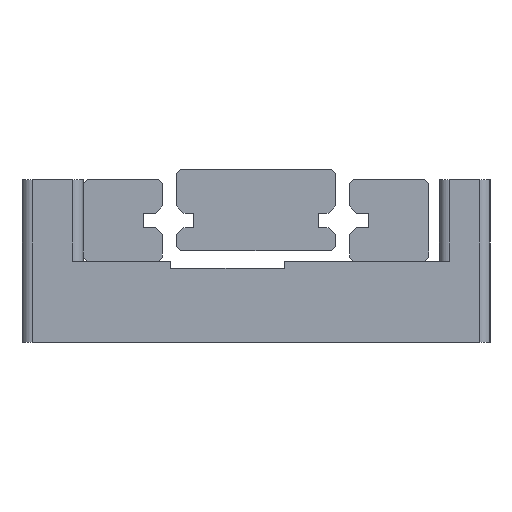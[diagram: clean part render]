
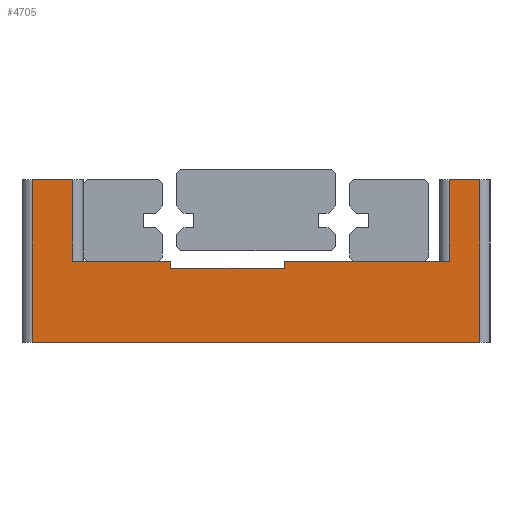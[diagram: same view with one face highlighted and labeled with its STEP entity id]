
A CAD part, front view. The second image highlights one B-rep face of the part: STEP entity #4705.
In plain terms, the highlighted planar face has unit normal (0, -1, 0).
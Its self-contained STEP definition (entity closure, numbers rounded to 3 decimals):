
#124 = ORIENTED_EDGE ( 'NONE', *, *, #4879, .T. ) ;
#134 = VECTOR ( 'NONE', #1503, 1000. ) ;
#221 = VECTOR ( 'NONE', #1040, 1000. ) ;
#392 = AXIS2_PLACEMENT_3D ( 'NONE', #800, #5883, #2514 ) ;
#666 = CARTESIAN_POINT ( 'NONE',  ( 0., 0., 4. ) ) ;
#706 = DIRECTION ( 'NONE',  ( 1., 0., 0. ) ) ;
#728 = CARTESIAN_POINT ( 'NONE',  ( 19.5, 0., 8. ) ) ;
#800 = CARTESIAN_POINT ( 'NONE',  ( 0., 0., 4. ) ) ;
#927 = DIRECTION ( 'NONE',  ( -1., 0., 0. ) ) ;
#928 = CARTESIAN_POINT ( 'NONE',  ( -2.5, 0., 0. ) ) ;
#972 = ORIENTED_EDGE ( 'NONE', *, *, #5965, .F. ) ;
#1040 = DIRECTION ( 'NONE',  ( 0., 0., 1. ) ) ;
#1084 = VECTOR ( 'NONE', #3942, 1000. ) ;
#1229 = ORIENTED_EDGE ( 'NONE', *, *, #2849, .T. ) ;
#1254 = LINE ( 'NONE', #2838, #7091 ) ;
#1306 = CARTESIAN_POINT ( 'NONE',  ( 9.9, 0., 3.65 ) ) ;
#1311 = ORIENTED_EDGE ( 'NONE', *, *, #2707, .T. ) ;
#1501 = VERTEX_POINT ( 'NONE', #2184 ) ;
#1503 = DIRECTION ( 'NONE',  ( 0., 0., -1. ) ) ;
#1511 = VERTEX_POINT ( 'NONE', #4610 ) ;
#1601 = EDGE_LOOP ( 'NONE', ( #5477, #6239, #1311, #1229, #972, #3371, #5281, #5707, #2301, #6151, #5364, #124 ) ) ;
#1620 = EDGE_CURVE ( 'NONE', #4425, #4866, #5196, .T. ) ;
#1764 = VECTOR ( 'NONE', #706, 1000. ) ;
#1863 = DIRECTION ( 'NONE',  ( 0., 0., 1. ) ) ;
#1934 = CARTESIAN_POINT ( 'NONE',  ( -2.5, 0., 0. ) ) ;
#2095 = VERTEX_POINT ( 'NONE', #728 ) ;
#2184 = CARTESIAN_POINT ( 'NONE',  ( 4.3, 0., 3.65 ) ) ;
#2249 = LINE ( 'NONE', #6160, #3761 ) ;
#2298 = EDGE_CURVE ( 'NONE', #4866, #2095, #2249, .T. ) ;
#2301 = ORIENTED_EDGE ( 'NONE', *, *, #7042, .F. ) ;
#2514 = DIRECTION ( 'NONE',  ( 0., 0., 1. ) ) ;
#2611 = LINE ( 'NONE', #666, #6939 ) ;
#2707 = EDGE_CURVE ( 'NONE', #2095, #5648, #3204, .T. ) ;
#2838 = CARTESIAN_POINT ( 'NONE',  ( 0., 0., 4. ) ) ;
#2849 = EDGE_CURVE ( 'NONE', #5648, #1511, #5596, .T. ) ;
#2946 = DIRECTION ( 'NONE',  ( 1., 0., 0. ) ) ;
#3204 = LINE ( 'NONE', #7128, #4567 ) ;
#3221 = VERTEX_POINT ( 'NONE', #6122 ) ;
#3336 = CARTESIAN_POINT ( 'NONE',  ( 18., 0., 4. ) ) ;
#3371 = ORIENTED_EDGE ( 'NONE', *, *, #4016, .F. ) ;
#3522 = LINE ( 'NONE', #7110, #6513 ) ;
#3614 = VECTOR ( 'NONE', #1863, 1000. ) ;
#3734 = DIRECTION ( 'NONE',  ( -1., 0., 0. ) ) ;
#3743 = CARTESIAN_POINT ( 'NONE',  ( 4.3, 0., 3.65 ) ) ;
#3761 = VECTOR ( 'NONE', #5629, 1000. ) ;
#3942 = DIRECTION ( 'NONE',  ( 0., 0., -1. ) ) ;
#4016 = EDGE_CURVE ( 'NONE', #4377, #6011, #6253, .T. ) ;
#4128 = CARTESIAN_POINT ( 'NONE',  ( 4.3, 0., 3.65 ) ) ;
#4171 = VECTOR ( 'NONE', #4324, 1000. ) ;
#4310 = EDGE_CURVE ( 'NONE', #1501, #4377, #5915, .T. ) ;
#4324 = DIRECTION ( 'NONE',  ( 0., 0., 1. ) ) ;
#4377 = VERTEX_POINT ( 'NONE', #1306 ) ;
#4425 = VERTEX_POINT ( 'NONE', #1934 ) ;
#4466 = CARTESIAN_POINT ( 'NONE',  ( 9.9, 0., 3.65 ) ) ;
#4541 = EDGE_CURVE ( 'NONE', #1501, #6263, #5657, .T. ) ;
#4567 = VECTOR ( 'NONE', #927, 1000. ) ;
#4610 = CARTESIAN_POINT ( 'NONE',  ( 18., 0., 4. ) ) ;
#4616 = FACE_OUTER_BOUND ( 'NONE', #1601, .T. ) ;
#4632 = EDGE_CURVE ( 'NONE', #5981, #4889, #6610, .T. ) ;
#4703 = LINE ( 'NONE', #928, #134 ) ;
#4705 = ADVANCED_FACE ( 'NONE', ( #4616 ), #6419, .F. ) ;
#4827 = EDGE_CURVE ( 'NONE', #4889, #3221, #3522, .T. ) ;
#4866 = VERTEX_POINT ( 'NONE', #7132 ) ;
#4879 = EDGE_CURVE ( 'NONE', #3221, #4425, #4703, .T. ) ;
#4889 = VERTEX_POINT ( 'NONE', #6017 ) ;
#5196 = LINE ( 'NONE', #5239, #6314 ) ;
#5239 = CARTESIAN_POINT ( 'NONE',  ( 0., 0., 0. ) ) ;
#5281 = ORIENTED_EDGE ( 'NONE', *, *, #4310, .F. ) ;
#5364 = ORIENTED_EDGE ( 'NONE', *, *, #4827, .T. ) ;
#5477 = ORIENTED_EDGE ( 'NONE', *, *, #1620, .T. ) ;
#5596 = LINE ( 'NONE', #3336, #1084 ) ;
#5629 = DIRECTION ( 'NONE',  ( 0., 0., 1. ) ) ;
#5648 = VERTEX_POINT ( 'NONE', #7198 ) ;
#5657 = LINE ( 'NONE', #3743, #4171 ) ;
#5667 = DIRECTION ( 'NONE',  ( 1., 0., 0. ) ) ;
#5707 = ORIENTED_EDGE ( 'NONE', *, *, #4541, .T. ) ;
#5799 = CARTESIAN_POINT ( 'NONE',  ( -0.5, 0., 4. ) ) ;
#5883 = DIRECTION ( 'NONE',  ( 0., 1., 0. ) ) ;
#5915 = LINE ( 'NONE', #4128, #1764 ) ;
#5965 = EDGE_CURVE ( 'NONE', #6011, #1511, #2611, .T. ) ;
#5981 = VERTEX_POINT ( 'NONE', #6322 ) ;
#6011 = VERTEX_POINT ( 'NONE', #7223 ) ;
#6017 = CARTESIAN_POINT ( 'NONE',  ( -0.5, 0., 8. ) ) ;
#6122 = CARTESIAN_POINT ( 'NONE',  ( -2.5, 0., 8. ) ) ;
#6151 = ORIENTED_EDGE ( 'NONE', *, *, #4632, .T. ) ;
#6160 = CARTESIAN_POINT ( 'NONE',  ( 19.5, 0., 8. ) ) ;
#6239 = ORIENTED_EDGE ( 'NONE', *, *, #2298, .T. ) ;
#6253 = LINE ( 'NONE', #4466, #221 ) ;
#6263 = VERTEX_POINT ( 'NONE', #6324 ) ;
#6303 = DIRECTION ( 'NONE',  ( 1., 0., 0. ) ) ;
#6314 = VECTOR ( 'NONE', #2946, 1000. ) ;
#6322 = CARTESIAN_POINT ( 'NONE',  ( -0.5, 0., 4. ) ) ;
#6324 = CARTESIAN_POINT ( 'NONE',  ( 4.3, 0., 4. ) ) ;
#6419 = PLANE ( 'NONE',  #392 ) ;
#6513 = VECTOR ( 'NONE', #3734, 1000. ) ;
#6610 = LINE ( 'NONE', #5799, #3614 ) ;
#6939 = VECTOR ( 'NONE', #6303, 1000. ) ;
#7042 = EDGE_CURVE ( 'NONE', #5981, #6263, #1254, .T. ) ;
#7091 = VECTOR ( 'NONE', #5667, 1000. ) ;
#7110 = CARTESIAN_POINT ( 'NONE',  ( 0.5, 0., 8. ) ) ;
#7128 = CARTESIAN_POINT ( 'NONE',  ( 16.5, 0., 8. ) ) ;
#7132 = CARTESIAN_POINT ( 'NONE',  ( 19.5, 0., 0. ) ) ;
#7198 = CARTESIAN_POINT ( 'NONE',  ( 18., 0., 8. ) ) ;
#7223 = CARTESIAN_POINT ( 'NONE',  ( 9.9, 0., 4. ) ) ;
